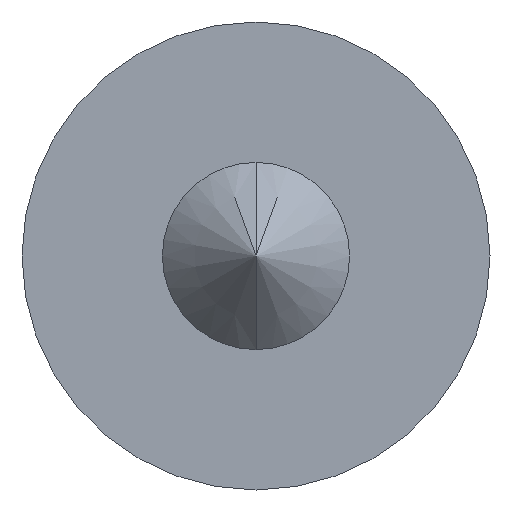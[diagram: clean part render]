
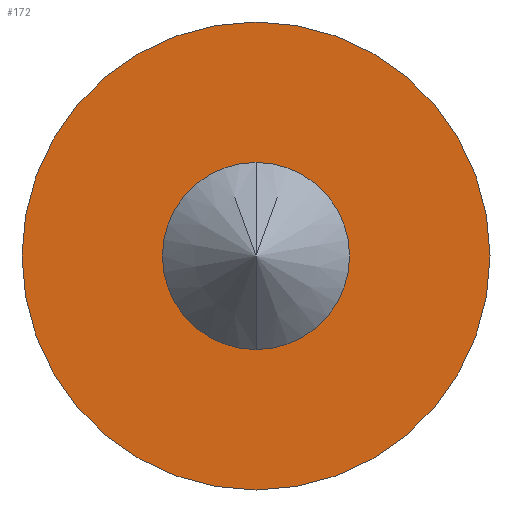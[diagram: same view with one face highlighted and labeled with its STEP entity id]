
A CAD part, front view. The second image highlights one B-rep face of the part: STEP entity #172.
In plain terms, the highlighted planar face has unit normal (0, -1, 0).
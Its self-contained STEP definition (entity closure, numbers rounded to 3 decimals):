
#11 = DIRECTION ( 'NONE',  ( 0., 1., 0. ) ) ;
#12 = DIRECTION ( 'NONE',  ( 0., 0., 1. ) ) ;
#121 = CIRCLE ( 'NONE', #605, 7.5 ) ;
#123 = CIRCLE ( 'NONE', #587, 2.5 ) ;
#126 = CIRCLE ( 'NONE', #585, 7.5 ) ;
#134 = CIRCLE ( 'NONE', #297, 2.5 ) ;
#158 = EDGE_CURVE ( 'NONE', #619, #618, #134, .T. ) ;
#172 = ADVANCED_FACE ( 'NONE', ( #557, #559 ), #340, .T. ) ;
#188 = EDGE_CURVE ( 'NONE', #622, #617, #126, .T. ) ;
#191 = EDGE_CURVE ( 'NONE', #618, #619, #123, .T. ) ;
#213 = EDGE_CURVE ( 'NONE', #617, #622, #121, .T. ) ;
#297 = AXIS2_PLACEMENT_3D ( 'NONE', #436, #446, #447 ) ;
#340 = PLANE ( 'NONE',  #553 ) ;
#341 = CARTESIAN_POINT ( 'NONE',  ( 0., 0., 2. ) ) ;
#342 = DIRECTION ( 'NONE',  ( 0., -1., 0. ) ) ;
#343 = DIRECTION ( 'NONE',  ( 0., 0., -1. ) ) ;
#436 = CARTESIAN_POINT ( 'NONE',  ( 0., 0., 0. ) ) ;
#446 = DIRECTION ( 'NONE',  ( 0., 1., 0. ) ) ;
#447 = DIRECTION ( 'NONE',  ( 0., 0., -1. ) ) ;
#470 = CARTESIAN_POINT ( 'NONE',  ( 0., 0., 0. ) ) ;
#471 = DIRECTION ( 'NONE',  ( 0., 1., 0. ) ) ;
#472 = DIRECTION ( 'NONE',  ( 0., 0., 1. ) ) ;
#473 = CARTESIAN_POINT ( 'NONE',  ( 0., 0., 0. ) ) ;
#477 = DIRECTION ( 'NONE',  ( 0., 1., 0. ) ) ;
#478 = DIRECTION ( 'NONE',  ( 0., 0., -1. ) ) ;
#479 = CARTESIAN_POINT ( 'NONE',  ( 0., 0., 0. ) ) ;
#553 = AXIS2_PLACEMENT_3D ( 'NONE', #341, #342, #343 ) ;
#557 = FACE_BOUND ( 'NONE', #637, .T. ) ;
#559 = FACE_OUTER_BOUND ( 'NONE', #638, .T. ) ;
#585 = AXIS2_PLACEMENT_3D ( 'NONE', #470, #471, #472 ) ;
#587 = AXIS2_PLACEMENT_3D ( 'NONE', #473, #477, #478 ) ;
#605 = AXIS2_PLACEMENT_3D ( 'NONE', #479, #11, #12 ) ;
#617 = VERTEX_POINT ( 'NONE', #828 ) ;
#618 = VERTEX_POINT ( 'NONE', #829 ) ;
#619 = VERTEX_POINT ( 'NONE', #830 ) ;
#622 = VERTEX_POINT ( 'NONE', #833 ) ;
#637 = EDGE_LOOP ( 'NONE', ( #687, #688 ) ) ;
#638 = EDGE_LOOP ( 'NONE', ( #690, #689 ) ) ;
#687 = ORIENTED_EDGE ( 'NONE', *, *, #158, .T. ) ;
#688 = ORIENTED_EDGE ( 'NONE', *, *, #191, .T. ) ;
#689 = ORIENTED_EDGE ( 'NONE', *, *, #188, .F. ) ;
#690 = ORIENTED_EDGE ( 'NONE', *, *, #213, .F. ) ;
#828 = CARTESIAN_POINT ( 'NONE',  ( 0., 0., 7.5 ) ) ;
#829 = CARTESIAN_POINT ( 'NONE',  ( 0., 0., 2.5 ) ) ;
#830 = CARTESIAN_POINT ( 'NONE',  ( 0., 0., -2.5 ) ) ;
#833 = CARTESIAN_POINT ( 'NONE',  ( 0., 0., -7.5 ) ) ;
